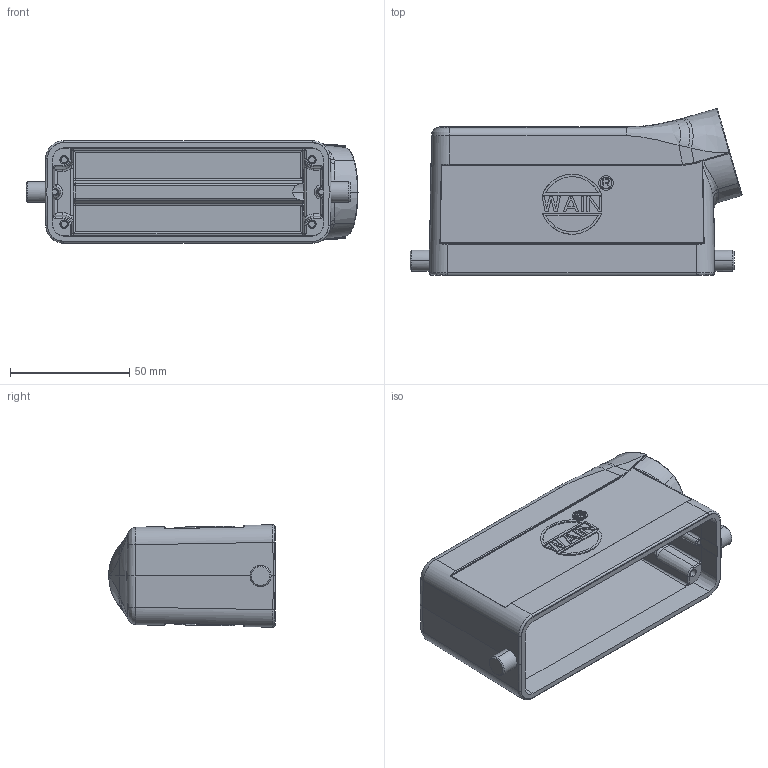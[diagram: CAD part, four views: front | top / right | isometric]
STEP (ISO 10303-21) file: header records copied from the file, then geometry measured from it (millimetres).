
FILE_DESCRIPTION((''),'2;1');
FILE_NAME('____3','2019-04-29T',('zl.chen'),(''),'PRO/ENGINEER BY PARAMETRIC TECHNOLOGY CORPORATION, 2013430','PRO/ENGINEER BY PARAMETRIC TECHNOLOGY CORPORATION, 2013430','');
FILE_SCHEMA(('CONFIG_CONTROL_DESIGN','SHAPE_APPEARANCE_LAYERS_GROUPS'));
Length unit declared in the file: millimetre
Products named in the file (1): ____3
Bounding box: 139.32 x 69.97 x 42.97 mm (x, y, z)
Volume: 83540.2 mm3; surface area: 48414.3 mm2
Topology: 1 solids, 1 shells, 526 faces, 1273 edges, 781 vertices
Faces by surface type: plane 253, cylinder 113, bspline 77, torus 39, cone 32, extrusion 8, sphere 3, revolution 1
Entity records: 20561 total; most frequent: CARTESIAN_POINT 9030, ORIENTED_EDGE 2540, DIRECTION 2078, EDGE_CURVE 1270, VERTEX_POINT 781, VECTOR 727, LINE 719, AXIS2_PLACEMENT_3D 675
